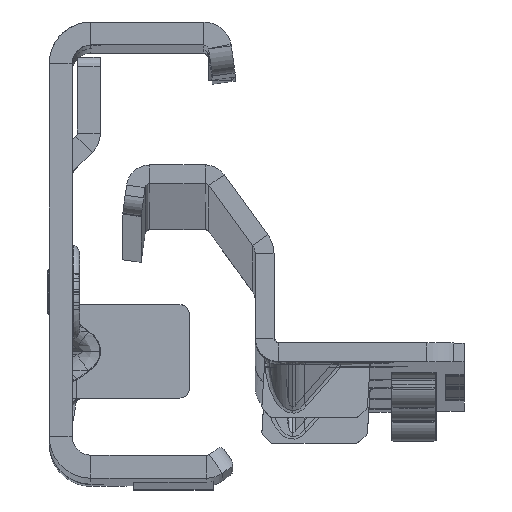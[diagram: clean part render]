
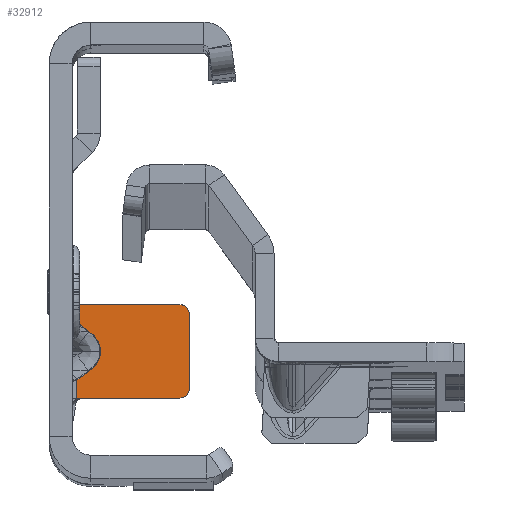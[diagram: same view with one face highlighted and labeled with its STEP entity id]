
A CAD part, top view. The second image highlights one B-rep face of the part: STEP entity #32912.
In plain terms, the highlighted planar face has unit normal (0, 0, 1).
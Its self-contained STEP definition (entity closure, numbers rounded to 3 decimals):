
#542 = ORIENTED_EDGE ( 'NONE', *, *, #25813, .F. ) ;
#620 = CARTESIAN_POINT ( 'NONE',  ( 2.628, -11.106, -491.5 ) ) ;
#703 = CARTESIAN_POINT ( 'NONE',  ( 0.71, -14.55, -491.5 ) ) ;
#1445 = CARTESIAN_POINT ( 'NONE',  ( 1.778, -7.393, -491.5 ) ) ;
#1463 = LINE ( 'NONE', #23009, #21907 ) ;
#2797 = DIRECTION ( 'NONE',  ( 0., 1., 0. ) ) ;
#2863 = VERTEX_POINT ( 'NONE', #17856 ) ;
#2979 = ORIENTED_EDGE ( 'NONE', *, *, #27933, .F. ) ;
#3035 = ORIENTED_EDGE ( 'NONE', *, *, #7882, .T. ) ;
#4453 = EDGE_CURVE ( 'NONE', #11520, #10644, #30003, .T. ) ;
#4721 = CIRCLE ( 'NONE', #25035, 1. ) ;
#5409 = EDGE_LOOP ( 'NONE', ( #2979, #542, #29487, #19638, #29423, #24691, #32826, #5468, #30378, #3035, #28915, #7808 ) ) ;
#5468 = ORIENTED_EDGE ( 'NONE', *, *, #19820, .T. ) ;
#5541 = LINE ( 'NONE', #16328, #16768 ) ;
#5695 = VECTOR ( 'NONE', #24805, 1000. ) ;
#6508 = VERTEX_POINT ( 'NONE', #22212 ) ;
#6519 = AXIS2_PLACEMENT_3D ( 'NONE', #11135, #29367, #13814 ) ;
#7808 = ORIENTED_EDGE ( 'NONE', *, *, #11880, .F. ) ;
#7882 = EDGE_CURVE ( 'NONE', #23432, #10644, #29052, .T. ) ;
#8000 = PLANE ( 'NONE',  #6519 ) ;
#8550 = CARTESIAN_POINT ( 'NONE',  ( 1.35, -7.091, -491.5 ) ) ;
#8725 = CARTESIAN_POINT ( 'NONE',  ( 0.71, -4.55, -491.5 ) ) ;
#9084 = CARTESIAN_POINT ( 'NONE',  ( 0.5, 22.3, -491.5 ) ) ;
#10497 = DIRECTION ( 'NONE',  ( 0., 0., 1. ) ) ;
#10621 = FACE_OUTER_BOUND ( 'NONE', #5409, .T. ) ;
#10644 = VERTEX_POINT ( 'NONE', #8725 ) ;
#11006 = CARTESIAN_POINT ( 'NONE',  ( 3.565, -8.657, -491.5 ) ) ;
#11135 = CARTESIAN_POINT ( 'NONE',  ( -7.344, 22.3, -491.5 ) ) ;
#11520 = VERTEX_POINT ( 'NONE', #24713 ) ;
#11713 = LINE ( 'NONE', #9084, #21065 ) ;
#11880 = EDGE_CURVE ( 'NONE', #31687, #11520, #26969, .T. ) ;
#12633 = CARTESIAN_POINT ( 'NONE',  ( 0.57, -4.55, -491.5 ) ) ;
#13164 = CARTESIAN_POINT ( 'NONE',  ( 11.5, -13.55, -491.5 ) ) ;
#13640 = DIRECTION ( 'NONE',  ( 1., 0., 0. ) ) ;
#13814 = DIRECTION ( 'NONE',  ( 0., 1., 0. ) ) ;
#13941 = CARTESIAN_POINT ( 'NONE',  ( 0.5, -14.55, -491.5 ) ) ;
#14034 = CARTESIAN_POINT ( 'NONE',  ( 1.778, -7.393, -491.5 ) ) ;
#14255 = DIRECTION ( 'NONE',  ( 0., 0., 1. ) ) ;
#14288 = CARTESIAN_POINT ( 'NONE',  ( 0.64, -14.55, -491.5 ) ) ;
#14306 = VERTEX_POINT ( 'NONE', #26268 ) ;
#14462 = EDGE_CURVE ( 'NONE', #20706, #16364, #11713, .T. ) ;
#15307 = EDGE_CURVE ( 'NONE', #23408, #2863, #4721, .T. ) ;
#15471 = DIRECTION ( 'NONE',  ( -1., 0., 0. ) ) ;
#16007 = CARTESIAN_POINT ( 'NONE',  ( 3.565, -10.443, -491.5 ) ) ;
#16328 = CARTESIAN_POINT ( 'NONE',  ( -7.344, -14.55, -491.5 ) ) ;
#16342 =( BOUNDED_CURVE ( )  B_SPLINE_CURVE ( 3, ( #27447, #16007, #11006, #14034 ),
 .UNSPECIFIED., .F., .T. ) 
 B_SPLINE_CURVE_WITH_KNOTS ( ( 4, 4 ),
 ( 2.356, 3.927 ),
 .UNSPECIFIED. ) 
 CURVE ( )  GEOMETRIC_REPRESENTATION_ITEM ( )  RATIONAL_B_SPLINE_CURVE ( ( 1., 0.805, 0.805, 1. ) ) 
 REPRESENTATION_ITEM ( '' )  );
#16364 = VERTEX_POINT ( 'NONE', #19404 ) ;
#16369 = DIRECTION ( 'NONE',  ( 0., 1., 0. ) ) ;
#16768 = VECTOR ( 'NONE', #13640, 1000. ) ;
#17856 = CARTESIAN_POINT ( 'NONE',  ( 12.5, -13.55, -491.5 ) ) ;
#18454 = CARTESIAN_POINT ( 'NONE',  ( 0.5, -14.55, -491.5 ) ) ;
#18770 = EDGE_CURVE ( 'NONE', #20885, #23408, #5541, .T. ) ;
#19085 = CARTESIAN_POINT ( 'NONE',  ( 0.57, -14.55, -491.5 ) ) ;
#19344 = CARTESIAN_POINT ( 'NONE',  ( 0.5, -6.49, -491.5 ) ) ;
#19345 = LINE ( 'NONE', #8550, #5695 ) ;
#19404 = CARTESIAN_POINT ( 'NONE',  ( 0.5, -12.61, -491.5 ) ) ;
#19638 = ORIENTED_EDGE ( 'NONE', *, *, #14462, .F. ) ;
#19820 = EDGE_CURVE ( 'NONE', #2863, #14306, #1463, .T. ) ;
#19881 = DIRECTION ( 'NONE',  ( 0., 1., 0. ) ) ;
#20706 = VERTEX_POINT ( 'NONE', #18454 ) ;
#20885 = VERTEX_POINT ( 'NONE', #32988 ) ;
#21065 = VECTOR ( 'NONE', #19881, 1000. ) ;
#21907 = VECTOR ( 'NONE', #31639, 1000. ) ;
#22158 = LINE ( 'NONE', #620, #30393 ) ;
#22212 = CARTESIAN_POINT ( 'NONE',  ( 1.778, -11.707, -491.5 ) ) ;
#22386 = DIRECTION ( 'NONE',  ( 0., 1., 0. ) ) ;
#23009 = CARTESIAN_POINT ( 'NONE',  ( 12.5, 22.3, -491.5 ) ) ;
#23408 = VERTEX_POINT ( 'NONE', #33857 ) ;
#23432 = VERTEX_POINT ( 'NONE', #23635 ) ;
#23635 = CARTESIAN_POINT ( 'NONE',  ( 11.5, -4.55, -491.5 ) ) ;
#23789 = EDGE_CURVE ( 'NONE', #14306, #23432, #27429, .T. ) ;
#24672 = CARTESIAN_POINT ( 'NONE',  ( 0.5, 22.3, -491.5 ) ) ;
#24691 = ORIENTED_EDGE ( 'NONE', *, *, #18770, .T. ) ;
#24713 = CARTESIAN_POINT ( 'NONE',  ( 0.5, -4.55, -491.5 ) ) ;
#24805 = DIRECTION ( 'NONE',  ( -0.816, 0.577, 0. ) ) ;
#25035 = AXIS2_PLACEMENT_3D ( 'NONE', #13164, #10497, #16369 ) ;
#25813 = EDGE_CURVE ( 'NONE', #6508, #28449, #16342, .T. ) ;
#25829 = EDGE_CURVE ( 'NONE', #16364, #6508, #22158, .T. ) ;
#26268 = CARTESIAN_POINT ( 'NONE',  ( 12.5, -5.55, -491.5 ) ) ;
#26969 = LINE ( 'NONE', #24672, #32814 ) ;
#27429 = CIRCLE ( 'NONE', #30838, 1. ) ;
#27447 = CARTESIAN_POINT ( 'NONE',  ( 1.778, -11.707, -491.5 ) ) ;
#27858 = CARTESIAN_POINT ( 'NONE',  ( 11.5, -5.55, -491.5 ) ) ;
#27933 = EDGE_CURVE ( 'NONE', #28449, #31687, #19345, .T. ) ;
#28449 = VERTEX_POINT ( 'NONE', #1445 ) ;
#28542 = CARTESIAN_POINT ( 'NONE',  ( 0.5, -4.55, -491.5 ) ) ;
#28696 = EDGE_CURVE ( 'NONE', #20706, #20885, #29345, .T. ) ;
#28915 = ORIENTED_EDGE ( 'NONE', *, *, #4453, .F. ) ;
#29052 = LINE ( 'NONE', #31875, #34797 ) ;
#29345 = B_SPLINE_CURVE_WITH_KNOTS ( 'NONE', 3,
 ( #13941, #19085, #14288, #703 ),
 .UNSPECIFIED., .F., .F.,
 ( 4, 4 ),
 ( 0., 0. ),
 .UNSPECIFIED. ) ;
#29367 = DIRECTION ( 'NONE',  ( 0., 0., -1. ) ) ;
#29423 = ORIENTED_EDGE ( 'NONE', *, *, #28696, .T. ) ;
#29487 = ORIENTED_EDGE ( 'NONE', *, *, #25829, .F. ) ;
#29930 = DIRECTION ( 'NONE',  ( 0.816, 0.577, 0. ) ) ;
#30003 = B_SPLINE_CURVE_WITH_KNOTS ( 'NONE', 3,
 ( #28542, #12633, #30666, #33646 ),
 .UNSPECIFIED., .F., .F.,
 ( 4, 4 ),
 ( 0., 0. ),
 .UNSPECIFIED. ) ;
#30378 = ORIENTED_EDGE ( 'NONE', *, *, #23789, .T. ) ;
#30393 = VECTOR ( 'NONE', #29930, 1000. ) ;
#30666 = CARTESIAN_POINT ( 'NONE',  ( 0.64, -4.55, -491.5 ) ) ;
#30838 = AXIS2_PLACEMENT_3D ( 'NONE', #27858, #14255, #22386 ) ;
#31639 = DIRECTION ( 'NONE',  ( 0., 1., 0. ) ) ;
#31687 = VERTEX_POINT ( 'NONE', #19344 ) ;
#31875 = CARTESIAN_POINT ( 'NONE',  ( -7.344, -4.55, -491.5 ) ) ;
#32814 = VECTOR ( 'NONE', #2797, 1000. ) ;
#32826 = ORIENTED_EDGE ( 'NONE', *, *, #15307, .T. ) ;
#32912 = ADVANCED_FACE ( 'NONE', ( #10621 ), #8000, .F. ) ;
#32988 = CARTESIAN_POINT ( 'NONE',  ( 0.71, -14.55, -491.5 ) ) ;
#33646 = CARTESIAN_POINT ( 'NONE',  ( 0.71, -4.55, -491.5 ) ) ;
#33857 = CARTESIAN_POINT ( 'NONE',  ( 11.5, -14.55, -491.5 ) ) ;
#34797 = VECTOR ( 'NONE', #15471, 1000. ) ;
